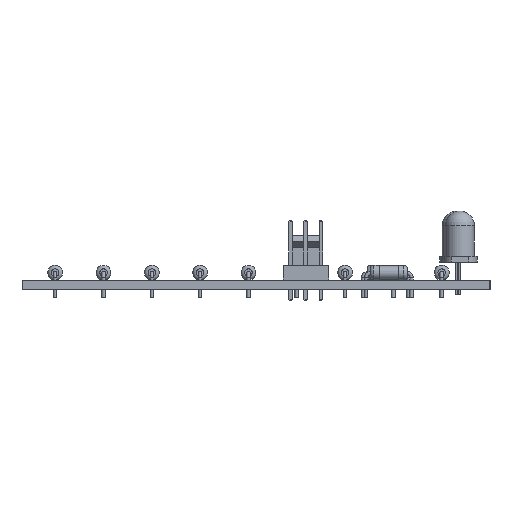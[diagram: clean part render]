
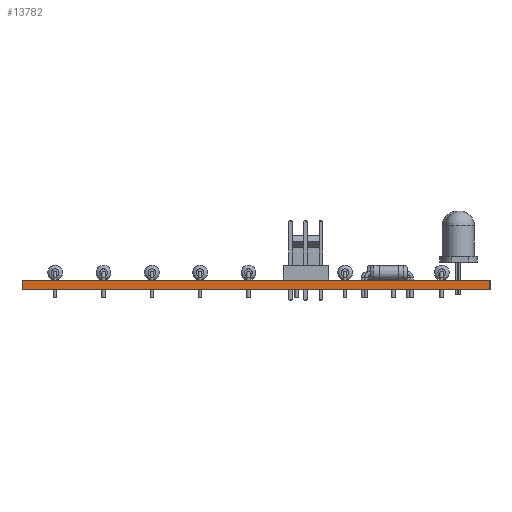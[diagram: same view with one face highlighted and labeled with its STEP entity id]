
A CAD part, left-side view. The second image highlights one B-rep face of the part: STEP entity #13782.
In plain terms, the highlighted planar face has unit normal (-1, 0, 0).
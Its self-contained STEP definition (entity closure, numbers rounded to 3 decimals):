
#7573 = PLANE('',#7574);
#7574 = AXIS2_PLACEMENT_3D('',#7575,#7576,#7577);
#7575 = CARTESIAN_POINT('',(102.616,-69.596,0.));
#7576 = DIRECTION('',(0.,1.,0.));
#7577 = DIRECTION('',(1.,0.,0.));
#7601 = PLANE('',#7602);
#7602 = AXIS2_PLACEMENT_3D('',#7603,#7604,#7605);
#7603 = CARTESIAN_POINT('',(151.638,-108.966,1.6));
#7604 = DIRECTION('',(0.,0.,-1.));
#7605 = DIRECTION('',(-1.,0.,0.));
#7629 = PLANE('',#7630);
#7630 = AXIS2_PLACEMENT_3D('',#7631,#7632,#7633);
#7631 = CARTESIAN_POINT('',(200.66,-148.336,0.));
#7632 = DIRECTION('',(0.,-1.,0.));
#7633 = DIRECTION('',(-1.,0.,0.));
#7655 = PLANE('',#7656);
#7656 = AXIS2_PLACEMENT_3D('',#7657,#7658,#7659);
#7657 = CARTESIAN_POINT('',(151.638,-108.966,0.));
#7658 = DIRECTION('',(0.,0.,-1.));
#7659 = DIRECTION('',(-1.,0.,0.));
#7670 = EDGE_CURVE('',#7671,#7673,#7675,.T.);
#7671 = VERTEX_POINT('',#7672);
#7672 = CARTESIAN_POINT('',(102.616,-69.596,0.));
#7673 = VERTEX_POINT('',#7674);
#7674 = CARTESIAN_POINT('',(102.616,-69.596,1.6));
#7675 = SURFACE_CURVE('',#7676,(#7680,#7687),.PCURVE_S1.);
#7676 = LINE('',#7677,#7678);
#7677 = CARTESIAN_POINT('',(102.616,-69.596,0.));
#7678 = VECTOR('',#7679,1.);
#7679 = DIRECTION('',(0.,0.,1.));
#7680 = PCURVE('',#7573,#7681);
#7681 = DEFINITIONAL_REPRESENTATION('',(#7682),#7686);
#7682 = LINE('',#7683,#7684);
#7683 = CARTESIAN_POINT('',(0.,0.));
#7684 = VECTOR('',#7685,1.);
#7685 = DIRECTION('',(0.,-1.));
#7686 = ( GEOMETRIC_REPRESENTATION_CONTEXT(2) 
PARAMETRIC_REPRESENTATION_CONTEXT() REPRESENTATION_CONTEXT('2D SPACE',''
  ) );
#7687 = PCURVE('',#7688,#7693);
#7688 = PLANE('',#7689);
#7689 = AXIS2_PLACEMENT_3D('',#7690,#7691,#7692);
#7690 = CARTESIAN_POINT('',(102.616,-148.336,0.));
#7691 = DIRECTION('',(-1.,0.,0.));
#7692 = DIRECTION('',(0.,1.,0.));
#7693 = DEFINITIONAL_REPRESENTATION('',(#7694),#7698);
#7694 = LINE('',#7695,#7696);
#7695 = CARTESIAN_POINT('',(78.74,0.));
#7696 = VECTOR('',#7697,1.);
#7697 = DIRECTION('',(0.,-1.));
#7698 = ( GEOMETRIC_REPRESENTATION_CONTEXT(2) 
PARAMETRIC_REPRESENTATION_CONTEXT() REPRESENTATION_CONTEXT('2D SPACE',''
  ) );
#7748 = VERTEX_POINT('',#7749);
#7749 = CARTESIAN_POINT('',(102.616,-148.336,1.6));
#7770 = EDGE_CURVE('',#7771,#7748,#7773,.T.);
#7771 = VERTEX_POINT('',#7772);
#7772 = CARTESIAN_POINT('',(102.616,-148.336,0.));
#7773 = SURFACE_CURVE('',#7774,(#7778,#7785),.PCURVE_S1.);
#7774 = LINE('',#7775,#7776);
#7775 = CARTESIAN_POINT('',(102.616,-148.336,0.));
#7776 = VECTOR('',#7777,1.);
#7777 = DIRECTION('',(0.,0.,1.));
#7778 = PCURVE('',#7629,#7779);
#7779 = DEFINITIONAL_REPRESENTATION('',(#7780),#7784);
#7780 = LINE('',#7781,#7782);
#7781 = CARTESIAN_POINT('',(98.044,0.));
#7782 = VECTOR('',#7783,1.);
#7783 = DIRECTION('',(0.,-1.));
#7784 = ( GEOMETRIC_REPRESENTATION_CONTEXT(2) 
PARAMETRIC_REPRESENTATION_CONTEXT() REPRESENTATION_CONTEXT('2D SPACE',''
  ) );
#7785 = PCURVE('',#7688,#7786);
#7786 = DEFINITIONAL_REPRESENTATION('',(#7787),#7791);
#7787 = LINE('',#7788,#7789);
#7788 = CARTESIAN_POINT('',(0.,0.));
#7789 = VECTOR('',#7790,1.);
#7790 = DIRECTION('',(0.,-1.));
#7791 = ( GEOMETRIC_REPRESENTATION_CONTEXT(2) 
PARAMETRIC_REPRESENTATION_CONTEXT() REPRESENTATION_CONTEXT('2D SPACE',''
  ) );
#7819 = EDGE_CURVE('',#7771,#7671,#7820,.T.);
#7820 = SURFACE_CURVE('',#7821,(#7825,#7832),.PCURVE_S1.);
#7821 = LINE('',#7822,#7823);
#7822 = CARTESIAN_POINT('',(102.616,-148.336,0.));
#7823 = VECTOR('',#7824,1.);
#7824 = DIRECTION('',(0.,1.,0.));
#7825 = PCURVE('',#7655,#7826);
#7826 = DEFINITIONAL_REPRESENTATION('',(#7827),#7831);
#7827 = LINE('',#7828,#7829);
#7828 = CARTESIAN_POINT('',(49.022,-39.37));
#7829 = VECTOR('',#7830,1.);
#7830 = DIRECTION('',(0.,1.));
#7831 = ( GEOMETRIC_REPRESENTATION_CONTEXT(2) 
PARAMETRIC_REPRESENTATION_CONTEXT() REPRESENTATION_CONTEXT('2D SPACE',''
  ) );
#7832 = PCURVE('',#7688,#7833);
#7833 = DEFINITIONAL_REPRESENTATION('',(#7834),#7838);
#7834 = LINE('',#7835,#7836);
#7835 = CARTESIAN_POINT('',(0.,0.));
#7836 = VECTOR('',#7837,1.);
#7837 = DIRECTION('',(1.,0.));
#7838 = ( GEOMETRIC_REPRESENTATION_CONTEXT(2) 
PARAMETRIC_REPRESENTATION_CONTEXT() REPRESENTATION_CONTEXT('2D SPACE',''
  ) );
#11031 = EDGE_CURVE('',#7748,#7673,#11032,.T.);
#11032 = SURFACE_CURVE('',#11033,(#11037,#11044),.PCURVE_S1.);
#11033 = LINE('',#11034,#11035);
#11034 = CARTESIAN_POINT('',(102.616,-148.336,1.6));
#11035 = VECTOR('',#11036,1.);
#11036 = DIRECTION('',(0.,1.,0.));
#11037 = PCURVE('',#7601,#11038);
#11038 = DEFINITIONAL_REPRESENTATION('',(#11039),#11043);
#11039 = LINE('',#11040,#11041);
#11040 = CARTESIAN_POINT('',(49.022,-39.37));
#11041 = VECTOR('',#11042,1.);
#11042 = DIRECTION('',(0.,1.));
#11043 = ( GEOMETRIC_REPRESENTATION_CONTEXT(2) 
PARAMETRIC_REPRESENTATION_CONTEXT() REPRESENTATION_CONTEXT('2D SPACE',''
  ) );
#11044 = PCURVE('',#7688,#11045);
#11045 = DEFINITIONAL_REPRESENTATION('',(#11046),#11050);
#11046 = LINE('',#11047,#11048);
#11047 = CARTESIAN_POINT('',(0.,-1.6));
#11048 = VECTOR('',#11049,1.);
#11049 = DIRECTION('',(1.,0.));
#11050 = ( GEOMETRIC_REPRESENTATION_CONTEXT(2) 
PARAMETRIC_REPRESENTATION_CONTEXT() REPRESENTATION_CONTEXT('2D SPACE',''
  ) );
#13782 = ADVANCED_FACE('',(#13783),#7688,.T.);
#13783 = FACE_BOUND('',#13784,.T.);
#13784 = EDGE_LOOP('',(#13785,#13786,#13787,#13788));
#13785 = ORIENTED_EDGE('',*,*,#7770,.T.);
#13786 = ORIENTED_EDGE('',*,*,#11031,.T.);
#13787 = ORIENTED_EDGE('',*,*,#7670,.F.);
#13788 = ORIENTED_EDGE('',*,*,#7819,.F.);
